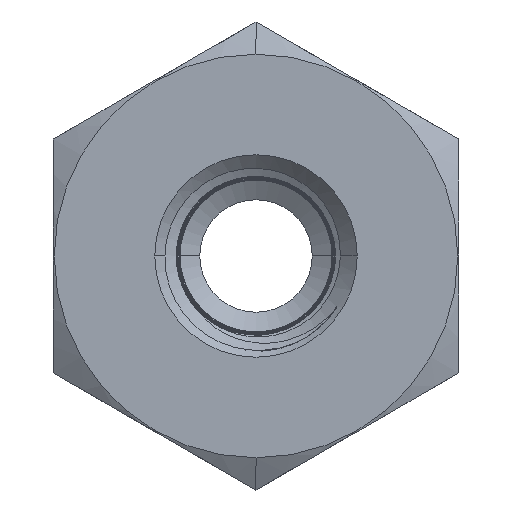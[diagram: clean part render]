
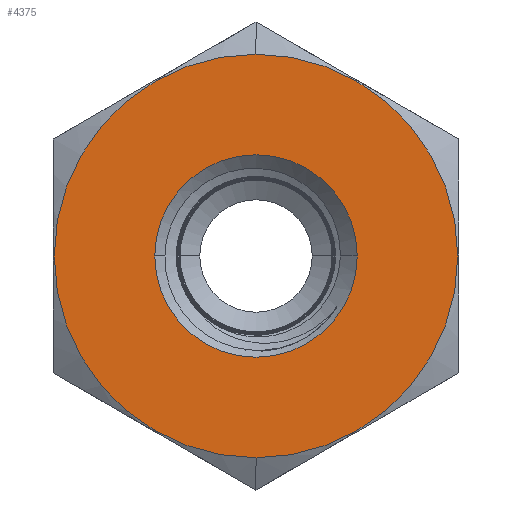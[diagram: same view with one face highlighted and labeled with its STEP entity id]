
A CAD part, front view. The second image highlights one B-rep face of the part: STEP entity #4375.
In plain terms, the highlighted planar face has unit normal (0, -1, 0).
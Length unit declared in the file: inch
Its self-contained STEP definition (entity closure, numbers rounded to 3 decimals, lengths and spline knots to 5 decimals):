
#97 = VERTEX_POINT ( 'NONE', #636 ) ;
#244 = AXIS2_PLACEMENT_3D ( 'NONE', #5671, #4408, #5606 ) ;
#636 = CARTESIAN_POINT ( 'NONE',  ( 0., 0., 0.56 ) ) ;
#952 = CARTESIAN_POINT ( 'NONE',  ( 0., 0., -0.56 ) ) ;
#1314 = AXIS2_PLACEMENT_3D ( 'NONE', #8083, #4783, #2368 ) ;
#2150 = EDGE_LOOP ( 'NONE', ( #12583, #4376 ) ) ;
#2368 = DIRECTION ( 'NONE',  ( 1., 0., 0. ) ) ;
#2761 = DIRECTION ( 'NONE',  ( 0., 0., -1. ) ) ;
#4013 = DIRECTION ( 'NONE',  ( 1., 0., 0. ) ) ;
#4335 = FACE_BOUND ( 'NONE', #4769, .T. ) ;
#4375 = ADVANCED_FACE ( 'NONE', ( #9741, #4335 ), #12545, .F. ) ;
#4376 = ORIENTED_EDGE ( 'NONE', *, *, #9619, .T. ) ;
#4408 = DIRECTION ( 'NONE',  ( 0., 1., 0. ) ) ;
#4624 = DIRECTION ( 'NONE',  ( 0., -1., 0. ) ) ;
#4769 = EDGE_LOOP ( 'NONE', ( #7610, #14893 ) ) ;
#4783 = DIRECTION ( 'NONE',  ( 0., -1., 0. ) ) ;
#5519 = AXIS2_PLACEMENT_3D ( 'NONE', #6222, #13209, #2761 ) ;
#5606 = DIRECTION ( 'NONE',  ( 0., 0., 1. ) ) ;
#5671 = CARTESIAN_POINT ( 'NONE',  ( 0., 0., 0. ) ) ;
#6222 = CARTESIAN_POINT ( 'NONE',  ( 0., 0., 0. ) ) ;
#6665 = CARTESIAN_POINT ( 'NONE',  ( 0.281, 0., 0. ) ) ;
#6946 = CARTESIAN_POINT ( 'NONE',  ( -0.281, 0., 0. ) ) ;
#7610 = ORIENTED_EDGE ( 'NONE', *, *, #12701, .F. ) ;
#7617 = VERTEX_POINT ( 'NONE', #952 ) ;
#8083 = CARTESIAN_POINT ( 'NONE',  ( 0., 0., 0. ) ) ;
#8130 = CIRCLE ( 'NONE', #1314, 0.281 ) ;
#8560 = CARTESIAN_POINT ( 'NONE',  ( 0., 0., 0. ) ) ;
#8659 = DIRECTION ( 'NONE',  ( 0., -1., 0. ) ) ;
#8819 = CIRCLE ( 'NONE', #12876, 0.56 ) ;
#9385 = VERTEX_POINT ( 'NONE', #6665 ) ;
#9619 = EDGE_CURVE ( 'NONE', #97, #7617, #13195, .T. ) ;
#9741 = FACE_OUTER_BOUND ( 'NONE', #2150, .T. ) ;
#11495 = CARTESIAN_POINT ( 'NONE',  ( 0., 0., 0. ) ) ;
#12326 = EDGE_CURVE ( 'NONE', #13653, #9385, #8130, .T. ) ;
#12367 = AXIS2_PLACEMENT_3D ( 'NONE', #8560, #8659, #4013 ) ;
#12545 = PLANE ( 'NONE',  #244 ) ;
#12583 = ORIENTED_EDGE ( 'NONE', *, *, #14205, .T. ) ;
#12701 = EDGE_CURVE ( 'NONE', #9385, #13653, #13513, .T. ) ;
#12876 = AXIS2_PLACEMENT_3D ( 'NONE', #11495, #4624, #14805 ) ;
#13195 = CIRCLE ( 'NONE', #5519, 0.56 ) ;
#13209 = DIRECTION ( 'NONE',  ( 0., -1., 0. ) ) ;
#13513 = CIRCLE ( 'NONE', #12367, 0.281 ) ;
#13653 = VERTEX_POINT ( 'NONE', #6946 ) ;
#14205 = EDGE_CURVE ( 'NONE', #7617, #97, #8819, .T. ) ;
#14805 = DIRECTION ( 'NONE',  ( 0., 0., -1. ) ) ;
#14893 = ORIENTED_EDGE ( 'NONE', *, *, #12326, .F. ) ;
